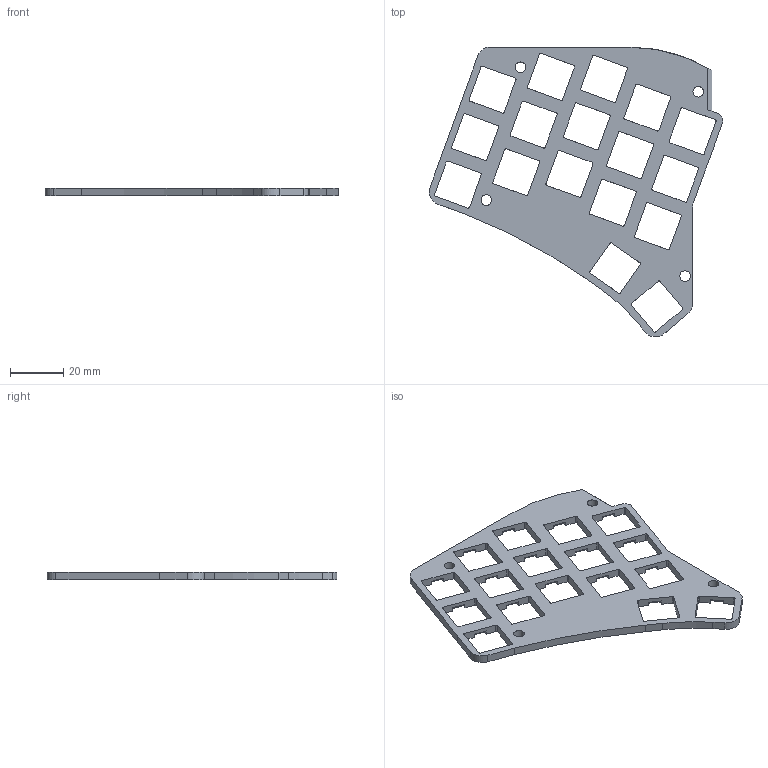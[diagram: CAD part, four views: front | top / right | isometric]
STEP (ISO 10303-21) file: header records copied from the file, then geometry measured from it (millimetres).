
FILE_DESCRIPTION(/* description */ (''),/* implementation_level */ '2;1');
FILE_NAME(/* name */ 'left-plate.step',/* time_stamp */ '2023-05-27T23:03:35-07:00',/* author */ (''),/* organization */ (''),/* preprocessor_version */ 'ST-DEVELOPER v19.2',/* originating_system */ 'Autodesk Translation Framework v12.4.0.73',/* authorisation */ '');
FILE_SCHEMA (('AUTOMOTIVE_DESIGN { 1 0 10303 214 3 1 1 }'));
Length unit declared in the file: millimetre
Products named in the file (1): godforsaken cheapis case
Bounding box: 110.33 x 108.88 x 3 mm (x, y, z)
Volume: 13316.1 mm3; surface area: 13325.4 mm2
Topology: 1 solids, 1 shells, 327 faces, 975 edges, 650 vertices
Faces by surface type: plane 246, cylinder 81
Full cylindrical faces by diameter (mm): 4 x4
Entity records: 11036 total; most frequent: CARTESIAN_POINT 1953, ORIENTED_EDGE 1950, DIRECTION 1794, EDGE_CURVE 975, LINE 812, VECTOR 812, VERTEX_POINT 650, AXIS2_PLACEMENT_3D 491
